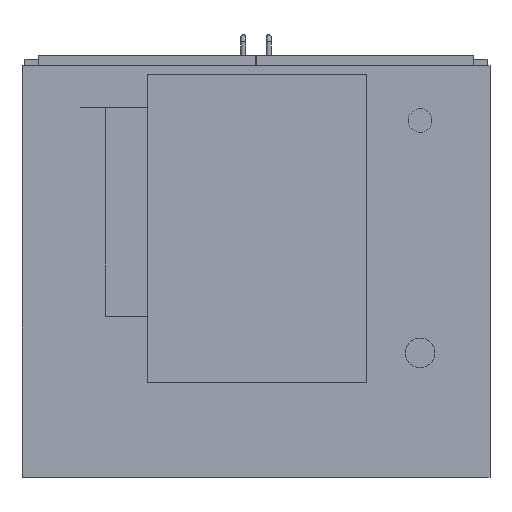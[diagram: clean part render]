
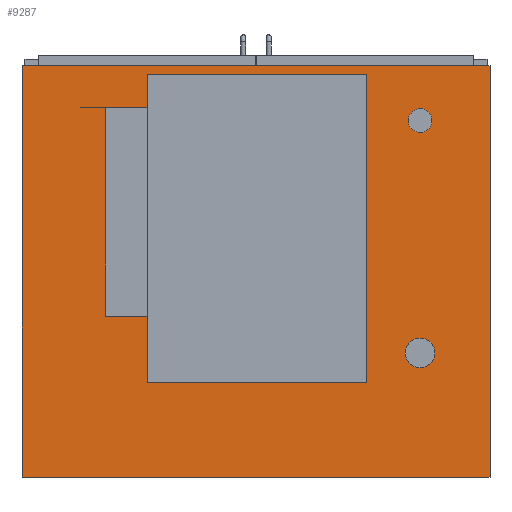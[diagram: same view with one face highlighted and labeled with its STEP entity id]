
A CAD part, front view. The second image highlights one B-rep face of the part: STEP entity #9287.
In plain terms, the highlighted planar face has unit normal (0, -1, 0).
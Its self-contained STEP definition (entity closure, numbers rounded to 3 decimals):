
#144=FACE_BOUND('',#1221,.T.);
#145=FACE_BOUND('',#1222,.T.);
#175=PLANE('',#9942);
#645=FACE_OUTER_BOUND('',#1220,.T.);
#1220=EDGE_LOOP('',(#6545,#6546,#6547,#6548));
#1221=EDGE_LOOP('',(#6549));
#1222=EDGE_LOOP('',(#6550));
#1818=LINE('',#13441,#2958);
#1820=LINE('',#13445,#2960);
#1822=LINE('',#13449,#2962);
#1824=LINE('',#13452,#2964);
#2958=VECTOR('',#10749,10.);
#2960=VECTOR('',#10753,10.);
#2962=VECTOR('',#10757,10.);
#2964=VECTOR('',#10761,10.);
#4080=CIRCLE('',#9926,20.);
#4082=CIRCLE('',#9930,25.);
#4264=VERTEX_POINT('',#13392);
#4266=VERTEX_POINT('',#13399);
#4279=VERTEX_POINT('',#13438);
#4280=VERTEX_POINT('',#13440);
#4281=VERTEX_POINT('',#13444);
#4282=VERTEX_POINT('',#13448);
#5153=EDGE_CURVE('',#4264,#4264,#4080,.T.);
#5156=EDGE_CURVE('',#4266,#4266,#4082,.T.);
#5174=EDGE_CURVE('',#4280,#4279,#1818,.T.);
#5176=EDGE_CURVE('',#4281,#4280,#1820,.T.);
#5178=EDGE_CURVE('',#4282,#4281,#1822,.T.);
#5180=EDGE_CURVE('',#4279,#4282,#1824,.T.);
#6545=ORIENTED_EDGE('',*,*,#5180,.T.);
#6546=ORIENTED_EDGE('',*,*,#5178,.T.);
#6547=ORIENTED_EDGE('',*,*,#5176,.T.);
#6548=ORIENTED_EDGE('',*,*,#5174,.T.);
#6549=ORIENTED_EDGE('',*,*,#5153,.T.);
#6550=ORIENTED_EDGE('',*,*,#5156,.T.);
#9287=ADVANCED_FACE('',(#645,#144,#145),#175,.T.);
#9926=AXIS2_PLACEMENT_3D('',#13394,#10705,#10706);
#9930=AXIS2_PLACEMENT_3D('',#13401,#10714,#10715);
#9942=AXIS2_PLACEMENT_3D('',#13453,#10762,#10763);
#10705=DIRECTION('center_axis',(0.,1.,0.));
#10706=DIRECTION('ref_axis',(1.,0.,0.));
#10714=DIRECTION('center_axis',(0.,1.,0.));
#10715=DIRECTION('ref_axis',(1.,0.,0.));
#10749=DIRECTION('',(0.,0.,-1.));
#10753=DIRECTION('',(-1.,0.,0.));
#10757=DIRECTION('',(0.,0.,1.));
#10761=DIRECTION('',(1.,0.,0.));
#10762=DIRECTION('center_axis',(0.,-1.,0.));
#10763=DIRECTION('ref_axis',(0.,0.,-1.));
#13392=CARTESIAN_POINT('',(257.,-370.,254.5));
#13394=CARTESIAN_POINT('Origin',(277.,-370.,254.5));
#13399=CARTESIAN_POINT('',(252.,-370.,-137.5));
#13401=CARTESIAN_POINT('Origin',(277.,-370.,-137.5));
#13438=CARTESIAN_POINT('',(-395.,-370.,-347.5));
#13440=CARTESIAN_POINT('',(-395.,-370.,347.5));
#13441=CARTESIAN_POINT('',(-395.,-370.,-347.5));
#13444=CARTESIAN_POINT('',(395.,-370.,347.5));
#13445=CARTESIAN_POINT('',(-395.,-370.,347.5));
#13448=CARTESIAN_POINT('',(395.,-370.,-347.5));
#13449=CARTESIAN_POINT('',(395.,-370.,347.5));
#13452=CARTESIAN_POINT('',(395.,-370.,-347.5));
#13453=CARTESIAN_POINT('Origin',(0.,-370.,0.));
